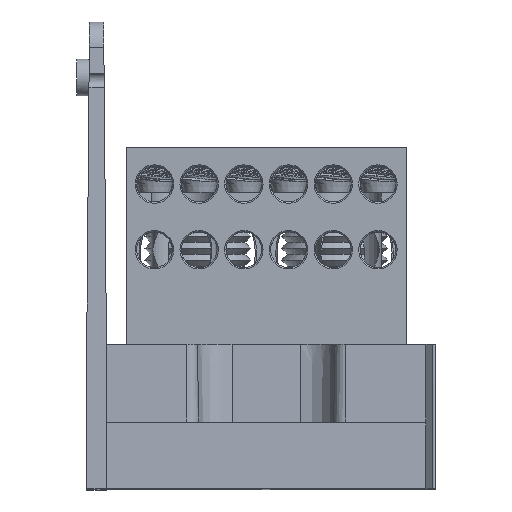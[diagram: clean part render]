
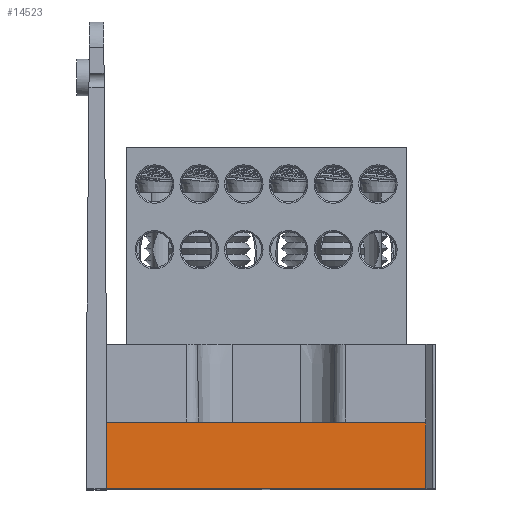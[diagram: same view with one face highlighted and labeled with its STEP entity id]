
A CAD part, top view. The second image highlights one B-rep face of the part: STEP entity #14523.
In plain terms, the highlighted planar face has unit normal (0, 0.035, 0.999).
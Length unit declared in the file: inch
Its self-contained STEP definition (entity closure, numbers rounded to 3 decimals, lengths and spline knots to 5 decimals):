
#482 = VERTEX_POINT ( 'NONE', #16362 ) ;
#802 = CARTESIAN_POINT ( 'NONE',  ( -1.215, 0., 2.75 ) ) ;
#2760 = LINE ( 'NONE', #20297, #8312 ) ;
#3166 = DIRECTION ( 'NONE',  ( 0., -0.999, 0.035 ) ) ;
#3187 = CARTESIAN_POINT ( 'NONE',  ( 1.215, 0.5, 2.73254 ) ) ;
#4081 = EDGE_CURVE ( 'NONE', #22197, #26267, #2760, .T. ) ;
#4902 = VECTOR ( 'NONE', #8026, 39.37008 ) ;
#5314 = EDGE_CURVE ( 'NONE', #13110, #26267, #5635, .T. ) ;
#5635 = LINE ( 'NONE', #9774, #4902 ) ;
#6276 = DIRECTION ( 'NONE',  ( 0., -0.999, 0.035 ) ) ;
#8026 = DIRECTION ( 'NONE',  ( 1., 0., 0. ) ) ;
#8312 = VECTOR ( 'NONE', #26830, 39.37008 ) ;
#8347 = VECTOR ( 'NONE', #29969, 39.37008 ) ;
#9774 = CARTESIAN_POINT ( 'NONE',  ( -1.215, 0., 2.75 ) ) ;
#10986 = CARTESIAN_POINT ( 'NONE',  ( 1.215, 0., 2.75 ) ) ;
#13110 = VERTEX_POINT ( 'NONE', #30334 ) ;
#14523 = ADVANCED_FACE ( 'NONE', ( #17309 ), #17102, .T. ) ;
#15288 = LINE ( 'NONE', #15990, #8347 ) ;
#15385 = ORIENTED_EDGE ( 'NONE', *, *, #18992, .T. ) ;
#15990 = CARTESIAN_POINT ( 'NONE',  ( -1.215, 0.5, 2.73254 ) ) ;
#16362 = CARTESIAN_POINT ( 'NONE',  ( -1.215, 0.5, 2.73254 ) ) ;
#17102 = PLANE ( 'NONE',  #21658 ) ;
#17203 = DIRECTION ( 'NONE',  ( 0., 0.035, 0.999 ) ) ;
#17309 = FACE_OUTER_BOUND ( 'NONE', #19834, .T. ) ;
#17389 = LINE ( 'NONE', #22633, #23572 ) ;
#18992 = EDGE_CURVE ( 'NONE', #482, #13110, #17389, .T. ) ;
#19834 = EDGE_LOOP ( 'NONE', ( #24694, #27755, #15385, #29408 ) ) ;
#20297 = CARTESIAN_POINT ( 'NONE',  ( 1.215, 0., 2.75 ) ) ;
#21658 = AXIS2_PLACEMENT_3D ( 'NONE', #802, #17203, #3166 ) ;
#22197 = VERTEX_POINT ( 'NONE', #3187 ) ;
#22633 = CARTESIAN_POINT ( 'NONE',  ( -1.215, 0., 2.75 ) ) ;
#23572 = VECTOR ( 'NONE', #6276, 39.37008 ) ;
#23889 = EDGE_CURVE ( 'NONE', #482, #22197, #15288, .T. ) ;
#24694 = ORIENTED_EDGE ( 'NONE', *, *, #4081, .F. ) ;
#26267 = VERTEX_POINT ( 'NONE', #10986 ) ;
#26830 = DIRECTION ( 'NONE',  ( 0., -0.999, 0.035 ) ) ;
#27755 = ORIENTED_EDGE ( 'NONE', *, *, #23889, .F. ) ;
#29408 = ORIENTED_EDGE ( 'NONE', *, *, #5314, .T. ) ;
#29969 = DIRECTION ( 'NONE',  ( 1., 0., 0. ) ) ;
#30334 = CARTESIAN_POINT ( 'NONE',  ( -1.215, 0., 2.75 ) ) ;
